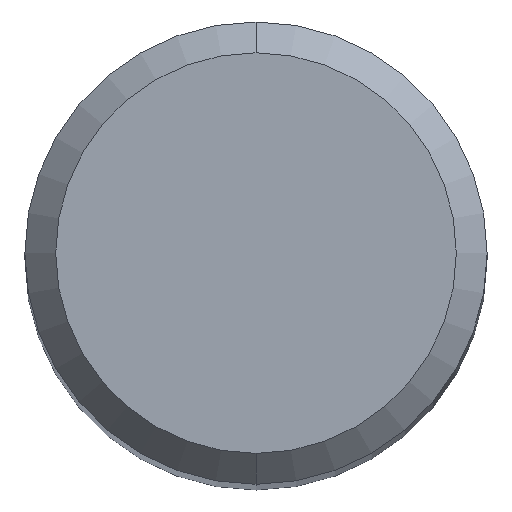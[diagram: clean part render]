
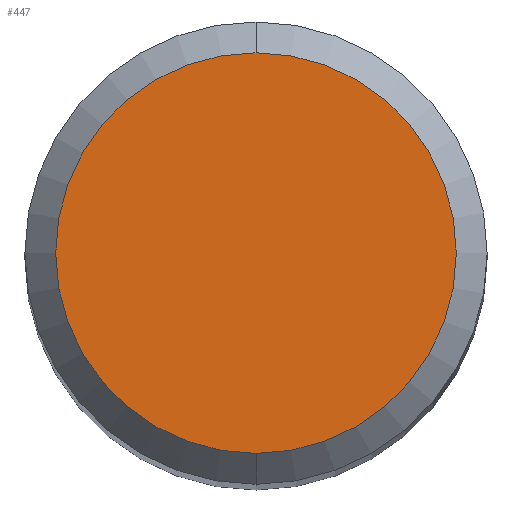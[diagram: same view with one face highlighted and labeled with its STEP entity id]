
A CAD part, top view. The second image highlights one B-rep face of the part: STEP entity #447.
In plain terms, the highlighted planar face has unit normal (0, 0, 1).
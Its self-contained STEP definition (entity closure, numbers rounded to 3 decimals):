
#203=EDGE_CURVE('',#381,#261,#537,.T.);
#261=VERTEX_POINT('',#602);
#381=VERTEX_POINT('',#735);
#415=EDGE_CURVE('',#261,#381,#771,.T.);
#447=ADVANCED_FACE('',(#807),#808,.T.);
#537=CIRCLE('',#901,2.6);
#602=CARTESIAN_POINT('',(0.,-2.6,0.0));
#735=CARTESIAN_POINT('',(0.0,2.6,0.0));
#771=CIRCLE('',#1393,2.6);
#807=FACE_OUTER_BOUND('',#1448,.T.);
#808=PLANE('',#1449);
#901=AXIS2_PLACEMENT_3D('',#1582,#1583,#1584);
#1393=AXIS2_PLACEMENT_3D('',#1830,#1831,#1832);
#1448=EDGE_LOOP('',(#1877,#1878));
#1449=AXIS2_PLACEMENT_3D('',#1879,#1880,#1881);
#1582=CARTESIAN_POINT('',(0.0,0.0,0.0));
#1583=DIRECTION('',(0.0,0.0,-1.0));
#1584=DIRECTION('',(0.0,1.0,0.0));
#1830=CARTESIAN_POINT('',(0.0,0.0,0.0));
#1831=DIRECTION('',(0.0,0.0,-1.0));
#1832=DIRECTION('',(0.0,1.0,0.0));
#1877=ORIENTED_EDGE('',*,*,#203,.F.);
#1878=ORIENTED_EDGE('',*,*,#415,.F.);
#1879=CARTESIAN_POINT('',(0.0,1.3,0.0));
#1880=DIRECTION('',(-0.0,0.0,1.0));
#1881=DIRECTION('',(0.0,-1.0,0.0));
